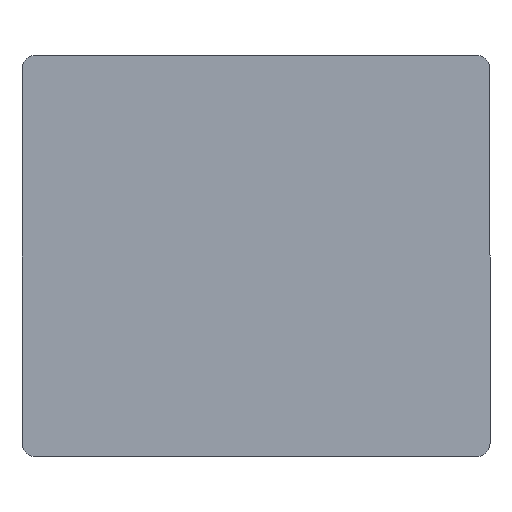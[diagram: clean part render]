
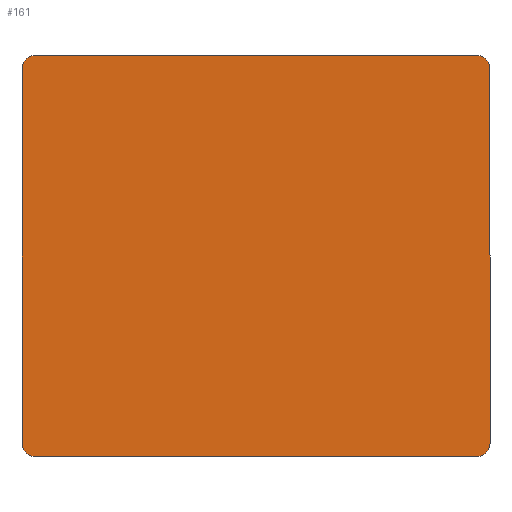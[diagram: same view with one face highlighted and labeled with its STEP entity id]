
A CAD part, front view. The second image highlights one B-rep face of the part: STEP entity #161.
In plain terms, the highlighted planar face has unit normal (0, -1, 0).
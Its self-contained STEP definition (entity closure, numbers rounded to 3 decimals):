
#21 = ORIENTED_EDGE ( 'NONE', *, *, #152, .F. ) ;
#27 = CARTESIAN_POINT ( 'NONE',  ( -66., -5., -60. ) ) ;
#30 = DIRECTION ( 'NONE',  ( 0., 0., -1. ) ) ;
#37 = ORIENTED_EDGE ( 'NONE', *, *, #68, .F. ) ;
#40 = AXIS2_PLACEMENT_3D ( 'NONE', #1081, #912, #288 ) ;
#56 = DIRECTION ( 'NONE',  ( 0., -1., 0. ) ) ;
#68 = EDGE_CURVE ( 'NONE', #230, #838, #887, .T. ) ;
#127 = CARTESIAN_POINT ( 'NONE',  ( 0., -5., 0. ) ) ;
#129 = DIRECTION ( 'NONE',  ( 0., 0., -1. ) ) ;
#140 = LINE ( 'NONE', #909, #854 ) ;
#152 = EDGE_CURVE ( 'NONE', #252, #422, #696, .T. ) ;
#161 = ADVANCED_FACE ( 'NONE', ( #1000 ), #745, .T. ) ;
#167 = EDGE_CURVE ( 'NONE', #539, #219, #140, .T. ) ;
#196 = CARTESIAN_POINT ( 'NONE',  ( -70., -5., -60. ) ) ;
#218 = CARTESIAN_POINT ( 'NONE',  ( -70., -5., -56. ) ) ;
#219 = VERTEX_POINT ( 'NONE', #544 ) ;
#230 = VERTEX_POINT ( 'NONE', #1094 ) ;
#252 = VERTEX_POINT ( 'NONE', #302 ) ;
#261 = AXIS2_PLACEMENT_3D ( 'NONE', #127, #915, #1016 ) ;
#264 = ORIENTED_EDGE ( 'NONE', *, *, #1122, .T. ) ;
#266 = DIRECTION ( 'NONE',  ( 1., 0., 0. ) ) ;
#277 = AXIS2_PLACEMENT_3D ( 'NONE', #552, #56, #720 ) ;
#284 = DIRECTION ( 'NONE',  ( 0., -1., 0. ) ) ;
#288 = DIRECTION ( 'NONE',  ( 0., 0., -1. ) ) ;
#302 = CARTESIAN_POINT ( 'NONE',  ( -66., -5., 60. ) ) ;
#370 = DIRECTION ( 'NONE',  ( -1., 0., 0. ) ) ;
#383 = LINE ( 'NONE', #731, #653 ) ;
#385 = CIRCLE ( 'NONE', #1118, 4. ) ;
#416 = ORIENTED_EDGE ( 'NONE', *, *, #798, .T. ) ;
#422 = VERTEX_POINT ( 'NONE', #695 ) ;
#424 = ORIENTED_EDGE ( 'NONE', *, *, #1088, .F. ) ;
#465 = DIRECTION ( 'NONE',  ( 0., 0., -1. ) ) ;
#472 = EDGE_CURVE ( 'NONE', #252, #1080, #715, .T. ) ;
#488 = AXIS2_PLACEMENT_3D ( 'NONE', #625, #284, #30 ) ;
#497 = ORIENTED_EDGE ( 'NONE', *, *, #167, .F. ) ;
#525 = CARTESIAN_POINT ( 'NONE',  ( -70., -5., 60. ) ) ;
#539 = VERTEX_POINT ( 'NONE', #726 ) ;
#544 = CARTESIAN_POINT ( 'NONE',  ( 70., -5., -56. ) ) ;
#552 = CARTESIAN_POINT ( 'NONE',  ( 66., -5., 56. ) ) ;
#581 = VECTOR ( 'NONE', #266, 1000. ) ;
#625 = CARTESIAN_POINT ( 'NONE',  ( -66., -5., 56. ) ) ;
#630 = CARTESIAN_POINT ( 'NONE',  ( -70., -5., 56. ) ) ;
#653 = VECTOR ( 'NONE', #985, 1000. ) ;
#695 = CARTESIAN_POINT ( 'NONE',  ( 66., -5., 60. ) ) ;
#696 = LINE ( 'NONE', #525, #581 ) ;
#715 = CIRCLE ( 'NONE', #488, 4. ) ;
#718 = CARTESIAN_POINT ( 'NONE',  ( -66., -5., -56. ) ) ;
#720 = DIRECTION ( 'NONE',  ( 0., 0., -1. ) ) ;
#723 = DIRECTION ( 'NONE',  ( 0., -1., 0. ) ) ;
#726 = CARTESIAN_POINT ( 'NONE',  ( 70., -5., 56. ) ) ;
#731 = CARTESIAN_POINT ( 'NONE',  ( -70., -5., 60. ) ) ;
#745 = PLANE ( 'NONE',  #261 ) ;
#755 = ORIENTED_EDGE ( 'NONE', *, *, #1058, .T. ) ;
#759 = ORIENTED_EDGE ( 'NONE', *, *, #472, .T. ) ;
#765 = CIRCLE ( 'NONE', #277, 4. ) ;
#785 = VECTOR ( 'NONE', #370, 1000. ) ;
#798 = EDGE_CURVE ( 'NONE', #804, #838, #385, .T. ) ;
#804 = VERTEX_POINT ( 'NONE', #218 ) ;
#838 = VERTEX_POINT ( 'NONE', #27 ) ;
#854 = VECTOR ( 'NONE', #465, 1000. ) ;
#887 = LINE ( 'NONE', #196, #785 ) ;
#909 = CARTESIAN_POINT ( 'NONE',  ( 70., -5., 60. ) ) ;
#912 = DIRECTION ( 'NONE',  ( 0., -1., 0. ) ) ;
#915 = DIRECTION ( 'NONE',  ( 0., -1., 0. ) ) ;
#967 = CIRCLE ( 'NONE', #40, 4. ) ;
#985 = DIRECTION ( 'NONE',  ( 0., 0., 1. ) ) ;
#997 = EDGE_LOOP ( 'NONE', ( #424, #416, #37, #755, #497, #264, #21, #759 ) ) ;
#1000 = FACE_OUTER_BOUND ( 'NONE', #997, .T. ) ;
#1016 = DIRECTION ( 'NONE',  ( 0., 0., -1. ) ) ;
#1058 = EDGE_CURVE ( 'NONE', #230, #219, #967, .T. ) ;
#1080 = VERTEX_POINT ( 'NONE', #630 ) ;
#1081 = CARTESIAN_POINT ( 'NONE',  ( 66., -5., -56. ) ) ;
#1088 = EDGE_CURVE ( 'NONE', #804, #1080, #383, .T. ) ;
#1094 = CARTESIAN_POINT ( 'NONE',  ( 66., -5., -60. ) ) ;
#1118 = AXIS2_PLACEMENT_3D ( 'NONE', #718, #723, #129 ) ;
#1122 = EDGE_CURVE ( 'NONE', #539, #422, #765, .T. ) ;
